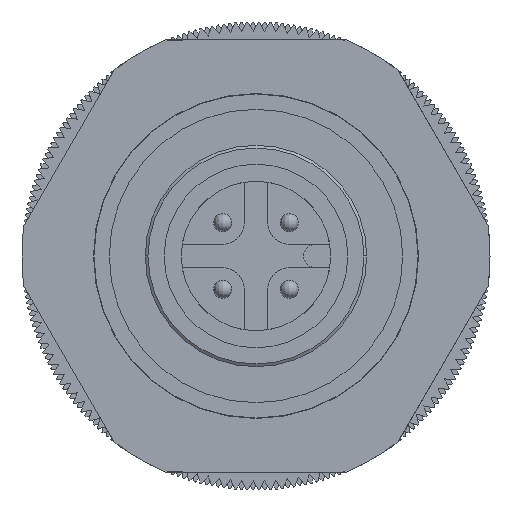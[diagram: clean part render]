
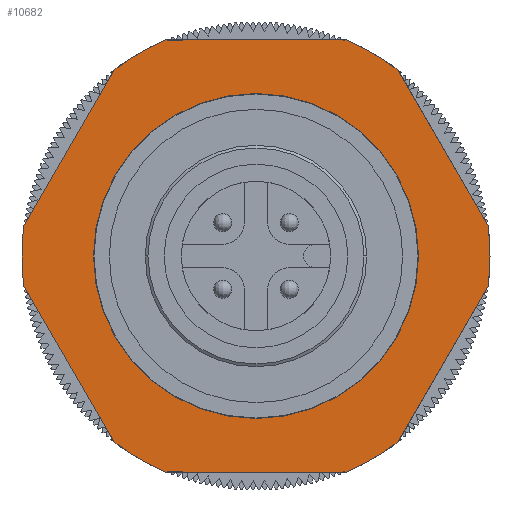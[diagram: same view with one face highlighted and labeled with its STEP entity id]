
A CAD part, front view. The second image highlights one B-rep face of the part: STEP entity #10682.
In plain terms, the highlighted face is planar.
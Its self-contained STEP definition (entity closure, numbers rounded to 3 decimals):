
#847 = DIRECTION ( 'NONE',  ( 0., 1., 0. ) ) ;
#848 = DIRECTION ( 'NONE',  ( -1., 0., 0. ) ) ;
#849 = CARTESIAN_POINT ( 'NONE',  ( 0., 0., 0. ) ) ;
#850 = AXIS2_PLACEMENT_3D ( 'NONE', #849, #848, #847 ) ;
#851 = CIRCLE ( 'NONE', #850, 13. ) ;
#937 = CARTESIAN_POINT ( 'NONE',  ( 0., 12.892, -1.67 ) ) ;
#996 = CARTESIAN_POINT ( 'NONE',  ( 0., 13., 0. ) ) ;
#1538 = CARTESIAN_POINT ( 'NONE',  ( 0., 9.025, 0. ) ) ;
#1540 = DIRECTION ( 'NONE',  ( 0., 1., 0. ) ) ;
#1541 = DIRECTION ( 'NONE',  ( -1., 0., 0. ) ) ;
#1542 = CARTESIAN_POINT ( 'NONE',  ( 0., 0., 0. ) ) ;
#1543 = AXIS2_PLACEMENT_3D ( 'NONE', #1542, #1541, #1540 ) ;
#1544 = CIRCLE ( 'NONE', #1543, 9.025 ) ;
#1676 = CARTESIAN_POINT ( 'NONE',  ( 0., -9.025, 0. ) ) ;
#3998 = CARTESIAN_POINT ( 'NONE',  ( 0., 7.892, 10.33 ) ) ;
#4105 = DIRECTION ( 'NONE',  ( 0., 1., 0. ) ) ;
#4106 = DIRECTION ( 'NONE',  ( 1., 0., 0. ) ) ;
#4107 = CARTESIAN_POINT ( 'NONE',  ( 0., 0., 0. ) ) ;
#4108 = AXIS2_PLACEMENT_3D ( 'NONE', #4107, #4106, #4105 ) ;
#4109 = CIRCLE ( 'NONE', #4108, 13. ) ;
#4110 = CARTESIAN_POINT ( 'NONE',  ( 0., 5., 12. ) ) ;
#4148 = DIRECTION ( 'NONE',  ( 0., -1., 0. ) ) ;
#4149 = VECTOR ( 'NONE', #4148, 1000. ) ;
#4150 = CARTESIAN_POINT ( 'NONE',  ( 0., 0., 12. ) ) ;
#4151 = LINE ( 'NONE', #4150, #4149 ) ;
#4157 = CARTESIAN_POINT ( 'NONE',  ( 0., -5., 12. ) ) ;
#4268 = DIRECTION ( 'NONE',  ( 0., -0.5, -0.866 ) ) ;
#4269 = VECTOR ( 'NONE', #4268, 1000. ) ;
#4270 = CARTESIAN_POINT ( 'NONE',  ( 0., -7.892, 10.33 ) ) ;
#4271 = LINE ( 'NONE', #4270, #4269 ) ;
#4272 = CARTESIAN_POINT ( 'NONE',  ( 0., -12.892, 1.67 ) ) ;
#4298 = DIRECTION ( 'NONE',  ( 0., 1., 0. ) ) ;
#4299 = DIRECTION ( 'NONE',  ( 1., 0., 0. ) ) ;
#4300 = CARTESIAN_POINT ( 'NONE',  ( 0., 0., 0. ) ) ;
#4301 = AXIS2_PLACEMENT_3D ( 'NONE', #4300, #4299, #4298 ) ;
#4302 = CIRCLE ( 'NONE', #4301, 13. ) ;
#4307 = CARTESIAN_POINT ( 'NONE',  ( 0., -7.892, 10.33 ) ) ;
#4317 = DIRECTION ( 'NONE',  ( 0., 1., 0. ) ) ;
#4318 = DIRECTION ( 'NONE',  ( 1., 0., 0. ) ) ;
#4319 = CARTESIAN_POINT ( 'NONE',  ( 0., 0., 0. ) ) ;
#4320 = AXIS2_PLACEMENT_3D ( 'NONE', #4319, #4318, #4317 ) ;
#4321 = CIRCLE ( 'NONE', #4320, 13. ) ;
#4322 = CARTESIAN_POINT ( 'NONE',  ( 0., -12.892, -1.67 ) ) ;
#4333 = DIRECTION ( 'NONE',  ( 0., 0.5, -0.866 ) ) ;
#4334 = VECTOR ( 'NONE', #4333, 1000. ) ;
#4335 = CARTESIAN_POINT ( 'NONE',  ( 0., -12.892, -1.67 ) ) ;
#4336 = LINE ( 'NONE', #4335, #4334 ) ;
#4337 = CARTESIAN_POINT ( 'NONE',  ( 0., -7.892, -10.33 ) ) ;
#4416 = DIRECTION ( 'NONE',  ( 0., 1., 0. ) ) ;
#4417 = DIRECTION ( 'NONE',  ( 1., 0., 0. ) ) ;
#4418 = CARTESIAN_POINT ( 'NONE',  ( 0., 0., 0. ) ) ;
#4419 = AXIS2_PLACEMENT_3D ( 'NONE', #4418, #4417, #4416 ) ;
#4420 = CIRCLE ( 'NONE', #4419, 13. ) ;
#4421 = CARTESIAN_POINT ( 'NONE',  ( 0., -5., -12. ) ) ;
#4443 = CARTESIAN_POINT ( 'NONE',  ( 0., 5., -12. ) ) ;
#4497 = DIRECTION ( 'NONE',  ( 0., 1., 0. ) ) ;
#4498 = VECTOR ( 'NONE', #4497, 1000. ) ;
#4499 = CARTESIAN_POINT ( 'NONE',  ( 0., 0., -12. ) ) ;
#4500 = LINE ( 'NONE', #4499, #4498 ) ;
#4635 = DIRECTION ( 'NONE',  ( 0., -0.5, 0.866 ) ) ;
#4636 = VECTOR ( 'NONE', #4635, 1000. ) ;
#4637 = CARTESIAN_POINT ( 'NONE',  ( 0., 12.892, 1.67 ) ) ;
#4638 = LINE ( 'NONE', #4637, #4636 ) ;
#4699 = CARTESIAN_POINT ( 'NONE',  ( 0., 12.892, 1.67 ) ) ;
#4733 = DIRECTION ( 'NONE',  ( 0., 1., 0. ) ) ;
#4734 = DIRECTION ( 'NONE',  ( 1., 0., 0. ) ) ;
#4735 = CARTESIAN_POINT ( 'NONE',  ( 0., 0., 0. ) ) ;
#4736 = AXIS2_PLACEMENT_3D ( 'NONE', #4735, #4734, #4733 ) ;
#4737 = CIRCLE ( 'NONE', #4736, 13. ) ;
#4738 = CARTESIAN_POINT ( 'NONE',  ( 0., 7.892, -10.33 ) ) ;
#5275 = CIRCLE ( 'NONE', #5333, 9.025 ) ;
#5311 = DIRECTION ( 'NONE',  ( 0., 1., 0. ) ) ;
#5312 = DIRECTION ( 'NONE',  ( -1., 0., 0. ) ) ;
#5313 = CARTESIAN_POINT ( 'NONE',  ( 0., 0., 0. ) ) ;
#5314 = AXIS2_PLACEMENT_3D ( 'NONE', #5313, #5312, #5311 ) ;
#5315 = CIRCLE ( 'NONE', #5314, 13. ) ;
#5316 = DIRECTION ( 'NONE',  ( 0., -0.5, -0.866 ) ) ;
#5317 = VECTOR ( 'NONE', #5316, 1000. ) ;
#5318 = CARTESIAN_POINT ( 'NONE',  ( 0., 6.928, -12. ) ) ;
#5319 = LINE ( 'NONE', #5318, #5317 ) ;
#5330 = DIRECTION ( 'NONE',  ( 0., 1., 0. ) ) ;
#5331 = DIRECTION ( 'NONE',  ( -1., 0., 0. ) ) ;
#5332 = CARTESIAN_POINT ( 'NONE',  ( 0., 0., 0. ) ) ;
#5333 = AXIS2_PLACEMENT_3D ( 'NONE', #5332, #5331, #5330 ) ;
#5348 = DIRECTION ( 'NONE',  ( 0., 1., 0. ) ) ;
#5349 = DIRECTION ( 'NONE',  ( 1., 0., 0. ) ) ;
#5350 = CARTESIAN_POINT ( 'NONE',  ( 0., 0., 0. ) ) ;
#5351 = AXIS2_PLACEMENT_3D ( 'NONE', #5350, #5349, #5348 ) ;
#5352 = PLANE ( 'NONE',  #5351 ) ;
#5353 = FACE_BOUND ( 'NONE', #10734, .T. ) ;
#5354 = FACE_OUTER_BOUND ( 'NONE', #10683, .T. ) ;
#7972 = EDGE_CURVE ( 'NONE', #8108, #8045, #851, .T. ) ;
#8045 = VERTEX_POINT ( 'NONE', #937 ) ;
#8108 = VERTEX_POINT ( 'NONE', #996 ) ;
#8395 = EDGE_CURVE ( 'NONE', #8397, #8462, #1544, .T. ) ;
#8397 = VERTEX_POINT ( 'NONE', #1538 ) ;
#8462 = VERTEX_POINT ( 'NONE', #1676 ) ;
#9808 = VERTEX_POINT ( 'NONE', #3998 ) ;
#9887 = VERTEX_POINT ( 'NONE', #4110 ) ;
#9890 = EDGE_CURVE ( 'NONE', #9808, #9887, #4109, .T. ) ;
#9895 = VERTEX_POINT ( 'NONE', #4157 ) ;
#9900 = EDGE_CURVE ( 'NONE', #9887, #9895, #4151, .T. ) ;
#9981 = VERTEX_POINT ( 'NONE', #4272 ) ;
#9983 = EDGE_CURVE ( 'NONE', #10016, #9981, #4271, .T. ) ;
#10016 = VERTEX_POINT ( 'NONE', #4307 ) ;
#10021 = EDGE_CURVE ( 'NONE', #9895, #10016, #4302, .T. ) ;
#10033 = VERTEX_POINT ( 'NONE', #4337 ) ;
#10035 = EDGE_CURVE ( 'NONE', #10047, #10033, #4336, .T. ) ;
#10047 = VERTEX_POINT ( 'NONE', #4322 ) ;
#10049 = EDGE_CURVE ( 'NONE', #9981, #10047, #4321, .T. ) ;
#10115 = VERTEX_POINT ( 'NONE', #4421 ) ;
#10118 = EDGE_CURVE ( 'NONE', #10033, #10115, #4420, .T. ) ;
#10145 = VERTEX_POINT ( 'NONE', #4443 ) ;
#10149 = EDGE_CURVE ( 'NONE', #10115, #10145, #4500, .T. ) ;
#10258 = EDGE_CURVE ( 'NONE', #10259, #9808, #4638, .T. ) ;
#10259 = VERTEX_POINT ( 'NONE', #4699 ) ;
#10314 = VERTEX_POINT ( 'NONE', #4738 ) ;
#10316 = EDGE_CURVE ( 'NONE', #10145, #10314, #4737, .T. ) ;
#10372 = ORIENTED_EDGE ( 'NONE', *, *, #10149, .T. ) ;
#10651 = ORIENTED_EDGE ( 'NONE', *, *, #8395, .T. ) ;
#10652 = ORIENTED_EDGE ( 'NONE', *, *, #10653, .T. ) ;
#10653 = EDGE_CURVE ( 'NONE', #8462, #8397, #5275, .T. ) ;
#10660 = ORIENTED_EDGE ( 'NONE', *, *, #10316, .T. ) ;
#10661 = ORIENTED_EDGE ( 'NONE', *, *, #10662, .F. ) ;
#10662 = EDGE_CURVE ( 'NONE', #8045, #10314, #5319, .T. ) ;
#10663 = ORIENTED_EDGE ( 'NONE', *, *, #7972, .F. ) ;
#10664 = ORIENTED_EDGE ( 'NONE', *, *, #10665, .F. ) ;
#10665 = EDGE_CURVE ( 'NONE', #10259, #8108, #5315, .T. ) ;
#10666 = ORIENTED_EDGE ( 'NONE', *, *, #10258, .T. ) ;
#10667 = ORIENTED_EDGE ( 'NONE', *, *, #9890, .T. ) ;
#10668 = ORIENTED_EDGE ( 'NONE', *, *, #9900, .T. ) ;
#10669 = ORIENTED_EDGE ( 'NONE', *, *, #10021, .T. ) ;
#10682 = ADVANCED_FACE ( 'NONE', ( #5354, #5353 ), #5352, .T. ) ;
#10683 = EDGE_LOOP ( 'NONE', ( #10684, #10372, #10660, #10661, #10663, #10664, #10666, #10667, #10668, #10669, #10731, #10732, #10733 ) ) ;
#10684 = ORIENTED_EDGE ( 'NONE', *, *, #10118, .T. ) ;
#10731 = ORIENTED_EDGE ( 'NONE', *, *, #9983, .T. ) ;
#10732 = ORIENTED_EDGE ( 'NONE', *, *, #10049, .T. ) ;
#10733 = ORIENTED_EDGE ( 'NONE', *, *, #10035, .T. ) ;
#10734 = EDGE_LOOP ( 'NONE', ( #10651, #10652 ) ) ;
